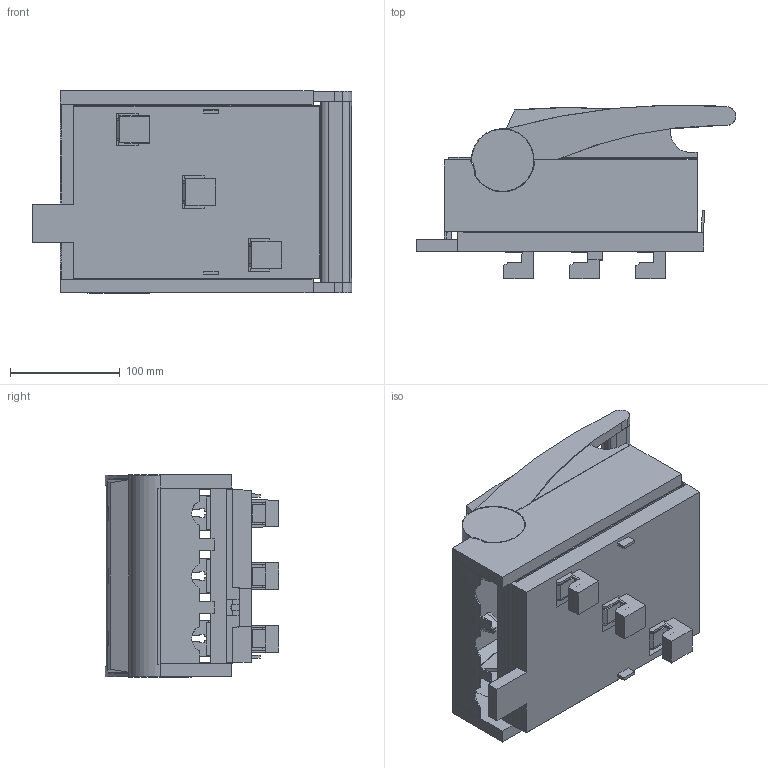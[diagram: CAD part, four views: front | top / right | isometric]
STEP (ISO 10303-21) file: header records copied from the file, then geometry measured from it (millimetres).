
FILE_DESCRIPTION((''),'2;1');
FILE_NAME('1SEP101918R0001_1_','2024-01-06T17:22:54',('20724'),(''),'CREO PARAMETRIC BY PTC INC, 2016390','CREO PARAMETRIC BY PTC INC, 2016390','');
FILE_SCHEMA(('AUTOMOTIVE_DESIGN { 1 0 10303 214 1 1 1 1 }'));
Length unit declared in the file: inch
Products named in the file (1): 1SEP101918R0001_1_
Bounding box: 290.37 x 157.86 x 184 mm (x, y, z)
Surface area: 426934.3 mm2 (no closed solid volume)
Topology: 0 solids, 20 shells, 819 faces, 2449 edges, 1672 vertices
Faces by surface type: plane 711, cylinder 92, cone 12, extrusion 3, bspline 1
Entity records: 35350 total; most frequent: CARTESIAN_POINT 5814, ORIENTED_EDGE 4702, DIRECTION 4131, EDGE_CURVE 2449, VECTOR 2089, LINE 2086, PRESENTATION_STYLE_ASSIGNMENT 1894, STYLED_ITEM 1875
